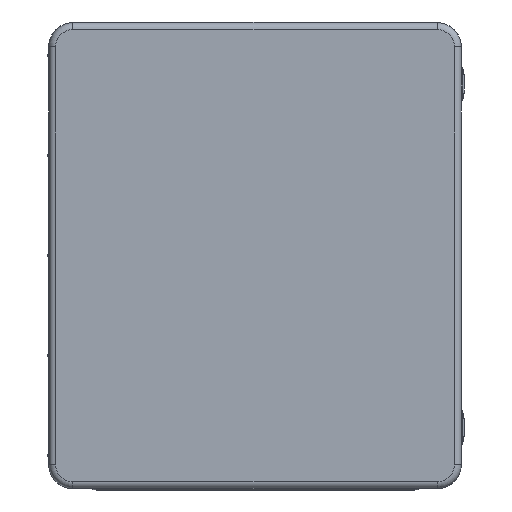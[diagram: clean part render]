
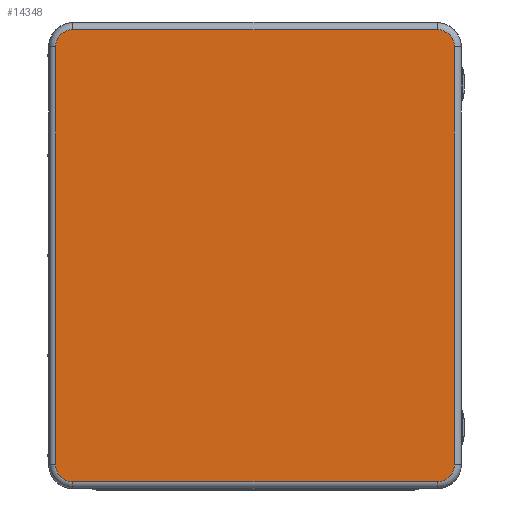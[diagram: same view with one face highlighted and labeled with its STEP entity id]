
A CAD part, top view. The second image highlights one B-rep face of the part: STEP entity #14348.
In plain terms, the highlighted planar face has unit normal (0, 0, 1).
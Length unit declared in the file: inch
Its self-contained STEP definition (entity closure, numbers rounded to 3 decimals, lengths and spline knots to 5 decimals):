
#1148=LINE($,#25263,#2251);
#1150=LINE($,#25283,#2253);
#1153=LINE($,#25290,#2256);
#1155=LINE($,#25305,#2258);
#2251=VECTOR($,#19397,13.648);
#2253=VECTOR($,#19421,15.648);
#2256=VECTOR($,#19428,15.648);
#2258=VECTOR($,#19448,13.648);
#2798=PLANE($,#15787);
#4304=FACE_OUTER_BOUND($,#5419,.T.);
#5419=EDGE_LOOP($,(#12654,#12655,#12656,#12657,#12658,#12659,#12660,#12661));
#6235=CIRCLE($,#15762,0.6423);
#6239=CIRCLE($,#15767,0.6423);
#6243=CIRCLE($,#15774,0.6423);
#6247=CIRCLE($,#15779,0.6423);
#7459=VERTEX_POINT($,#25260);
#7460=VERTEX_POINT($,#25262);
#7463=VERTEX_POINT($,#25269);
#7464=VERTEX_POINT($,#25274);
#7467=VERTEX_POINT($,#25281);
#7468=VERTEX_POINT($,#25286);
#7471=VERTEX_POINT($,#25293);
#7472=VERTEX_POINT($,#25298);
#9246=EDGE_CURVE($,#7459,#7460,#1148,.T.);
#9250=EDGE_CURVE($,#7463,#7459,#6235,.T.);
#9254=EDGE_CURVE($,#7460,#7464,#6239,.T.);
#9256=EDGE_CURVE($,#7467,#7463,#1150,.T.);
#9260=EDGE_CURVE($,#7464,#7468,#1153,.T.);
#9262=EDGE_CURVE($,#7471,#7467,#6243,.T.);
#9266=EDGE_CURVE($,#7468,#7472,#6247,.T.);
#9268=EDGE_CURVE($,#7472,#7471,#1155,.T.);
#12654=ORIENTED_EDGE($,*,*,#9246,.F.);
#12655=ORIENTED_EDGE($,*,*,#9250,.F.);
#12656=ORIENTED_EDGE($,*,*,#9256,.F.);
#12657=ORIENTED_EDGE($,*,*,#9262,.F.);
#12658=ORIENTED_EDGE($,*,*,#9268,.F.);
#12659=ORIENTED_EDGE($,*,*,#9266,.F.);
#12660=ORIENTED_EDGE($,*,*,#9260,.F.);
#12661=ORIENTED_EDGE($,*,*,#9254,.F.);
#14348=ADVANCED_FACE($,(#4304),#2798,.T.);
#15762=AXIS2_PLACEMENT_3D($,#25271,#19405,#19406);
#15767=AXIS2_PLACEMENT_3D($,#25278,#19415,#19416);
#15774=AXIS2_PLACEMENT_3D($,#25295,#19433,#19434);
#15779=AXIS2_PLACEMENT_3D($,#25302,#19443,#19444);
#15787=AXIS2_PLACEMENT_3D($,#25324,#19468,#19469);
#19397=DIRECTION($,(1.,0.,0.));
#19405=DIRECTION('center_axis',(0.,0.,-1.));
#19406=DIRECTION('ref_axis',(-0.707,0.707,0.));
#19415=DIRECTION('center_axis',(0.,0.,-1.));
#19416=DIRECTION('ref_axis',(0.707,0.707,0.));
#19421=DIRECTION($,(0.,1.,0.));
#19428=DIRECTION($,(0.,-1.,0.));
#19433=DIRECTION('center_axis',(0.,0.,-1.));
#19434=DIRECTION('ref_axis',(-0.707,-0.707,0.));
#19443=DIRECTION('center_axis',(0.,0.,-1.));
#19444=DIRECTION('ref_axis',(0.707,-0.707,0.));
#19448=DIRECTION($,(-1.,0.,0.));
#19468=DIRECTION('center_axis',(0.,0.,1.));
#19469=DIRECTION('ref_axis',(1.,0.,0.));
#25260=CARTESIAN_POINT('',(-6.824,8.4663,0.77));
#25262=CARTESIAN_POINT('',(6.824,8.4663,0.77));
#25263=CARTESIAN_POINT($,(-6.824,8.4663,0.77));
#25269=CARTESIAN_POINT('',(-7.4663,7.824,0.77));
#25271=CARTESIAN_POINT('Origin',(-6.824,7.824,0.77));
#25274=CARTESIAN_POINT('',(7.4663,7.824,0.77));
#25278=CARTESIAN_POINT('Origin',(6.824,7.824,0.77));
#25281=CARTESIAN_POINT('',(-7.4663,-7.824,0.77));
#25283=CARTESIAN_POINT($,(-7.4663,-7.824,0.77));
#25286=CARTESIAN_POINT('',(7.4663,-7.824,0.77));
#25290=CARTESIAN_POINT($,(7.4663,7.824,0.77));
#25293=CARTESIAN_POINT('',(-6.824,-8.4663,0.77));
#25295=CARTESIAN_POINT('Origin',(-6.824,-7.824,0.77));
#25298=CARTESIAN_POINT('',(6.824,-8.4663,0.77));
#25302=CARTESIAN_POINT('Origin',(6.824,-7.824,0.77));
#25305=CARTESIAN_POINT($,(6.824,-8.4663,0.77));
#25324=CARTESIAN_POINT('Origin',(0.,0.,0.77));
